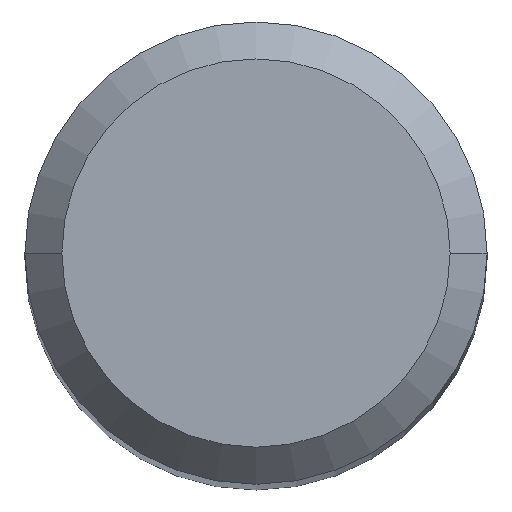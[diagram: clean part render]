
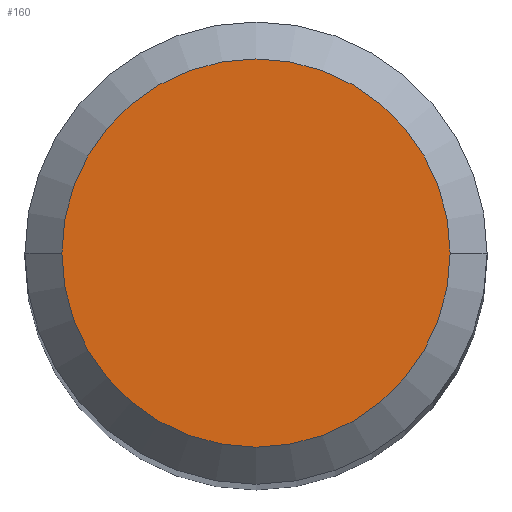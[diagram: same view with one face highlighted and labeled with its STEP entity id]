
A CAD part, top view. The second image highlights one B-rep face of the part: STEP entity #160.
In plain terms, the highlighted planar face has unit normal (0, 0, 1).
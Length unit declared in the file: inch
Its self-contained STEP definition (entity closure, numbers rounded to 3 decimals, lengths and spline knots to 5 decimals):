
#20 = VERTEX_POINT ( 'NONE', #185 ) ;
#39 = CARTESIAN_POINT ( 'NONE',  ( 0., 0., 2. ) ) ;
#55 = CARTESIAN_POINT ( 'NONE',  ( -0.07875, 0., 2. ) ) ;
#58 = AXIS2_PLACEMENT_3D ( 'NONE', #117, #260, #240 ) ;
#76 = CARTESIAN_POINT ( 'NONE',  ( 0., 0., 2. ) ) ;
#92 = CIRCLE ( 'NONE', #58, 0.07875 ) ;
#96 = DIRECTION ( 'NONE',  ( 1., 0., 0. ) ) ;
#100 = VERTEX_POINT ( 'NONE', #55 ) ;
#117 = CARTESIAN_POINT ( 'NONE',  ( 0., 0., 2. ) ) ;
#132 = DIRECTION ( 'NONE',  ( 1., 0., 0. ) ) ;
#135 = AXIS2_PLACEMENT_3D ( 'NONE', #76, #153, #132 ) ;
#152 = EDGE_CURVE ( 'NONE', #20, #100, #267, .T. ) ;
#153 = DIRECTION ( 'NONE',  ( 0., 0., 1. ) ) ;
#160 = ADVANCED_FACE ( 'NONE', ( #203 ), #278, .T. ) ;
#163 = ORIENTED_EDGE ( 'NONE', *, *, #152, .T. ) ;
#166 = AXIS2_PLACEMENT_3D ( 'NONE', #39, #209, #96 ) ;
#178 = EDGE_CURVE ( 'NONE', #100, #20, #92, .T. ) ;
#185 = CARTESIAN_POINT ( 'NONE',  ( 0.07875, 0., 2. ) ) ;
#203 = FACE_OUTER_BOUND ( 'NONE', #233, .T. ) ;
#209 = DIRECTION ( 'NONE',  ( 0., 0., 1. ) ) ;
#210 = ORIENTED_EDGE ( 'NONE', *, *, #178, .T. ) ;
#233 = EDGE_LOOP ( 'NONE', ( #210, #163 ) ) ;
#240 = DIRECTION ( 'NONE',  ( 1., 0., 0. ) ) ;
#260 = DIRECTION ( 'NONE',  ( 0., 0., 1. ) ) ;
#267 = CIRCLE ( 'NONE', #135, 0.07875 ) ;
#278 = PLANE ( 'NONE',  #166 ) ;
